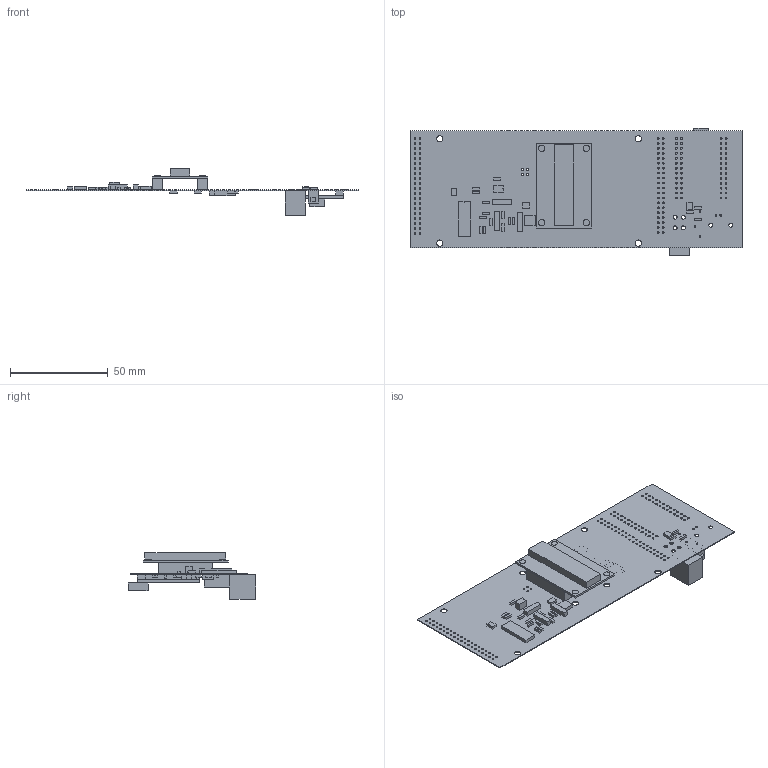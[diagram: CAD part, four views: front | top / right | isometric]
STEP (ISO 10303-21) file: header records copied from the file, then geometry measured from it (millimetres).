
FILE_DESCRIPTION(('Open CASCADE Model'),'2;1');
FILE_NAME('Open CASCADE Shape Model','2020-08-26T19:50:28',('Author'),( 'Open CASCADE'),'Open CASCADE STEP processor 6.8','Open CASCADE 6.8' ,'Unknown');
FILE_SCHEMA(('AUTOMOTIVE_DESIGN { 1 0 10303 214 1 1 1 1 }'));
Length unit declared in the file: millimetre
Products named in the file (89): PCB; Board; Open CASCADE STEP translator 6.8 1.1.1; C16; 6313547216; Extruded; R4; 6158343184; C20; 6167013120; D2; 6166569232; D3; 6313545136; D9; 6313548256; C18; C19; X1; 6166385568; D7; 5043196832; 6371860832; 6165684016; 6371854512; R1; R5; R6; 6313230256; 6313542016; R2; R3; R8; R12; DD5; 6166394848; DD4; 6313547856; DD1; DD6 ...
Assembly tree (122 placements, depth 4):
  PCB
    Board
      Open CASCADE STEP translator 6.8 1.1.1
    C16
      6313547216
        Extruded
    R4
      6158343184
        Extruded
    C20
      6167013120
        Extruded
    D2
      6166569232
        Extruded
    D3
      6313545136
        Extruded
    D9
      6313548256
        Extruded
    C18
      6158343184
        Extruded
    C19
      6313547216
        Extruded
    X1
      6166385568
        Extruded
    D7
      5043196832  x4
        Extruded
      6371860832  x2
        Extruded
      6165684016
        Extruded
      6371854512
        Extruded
    R1
      6158343184
        Extruded
    R5
      6158343184
        Extruded
    R6
      6313230256
        Extruded
      6313542016
        Extruded
    R2
      6158343184
        Extruded
    R3
      6158343184
        Extruded
    R8
      6158343184
        Extruded
    R12
Bounding box: 169.88 x 64.99 x 23.96 mm (x, y, z)
Volume: 14681.5 mm3; surface area: 32414.7 mm2
Topology: 56 solids, 56 shells, 703 faces, 1773 edges, 1182 vertices
Faces by surface type: plane 504, cylinder 199
Full cylindrical faces by diameter (mm): 0.9 x185, 2 x6, 3.2 x8
Entity records: 15534 total; most frequent: DIRECTION 2527, CARTESIAN_POINT 2321, ORIENTED_EDGE 2154, EDGE_CURVE 1077, AXIS2_PLACEMENT_3D 924, FACE_BOUND 801, EDGE_LOOP 801, VERTEX_POINT 718
